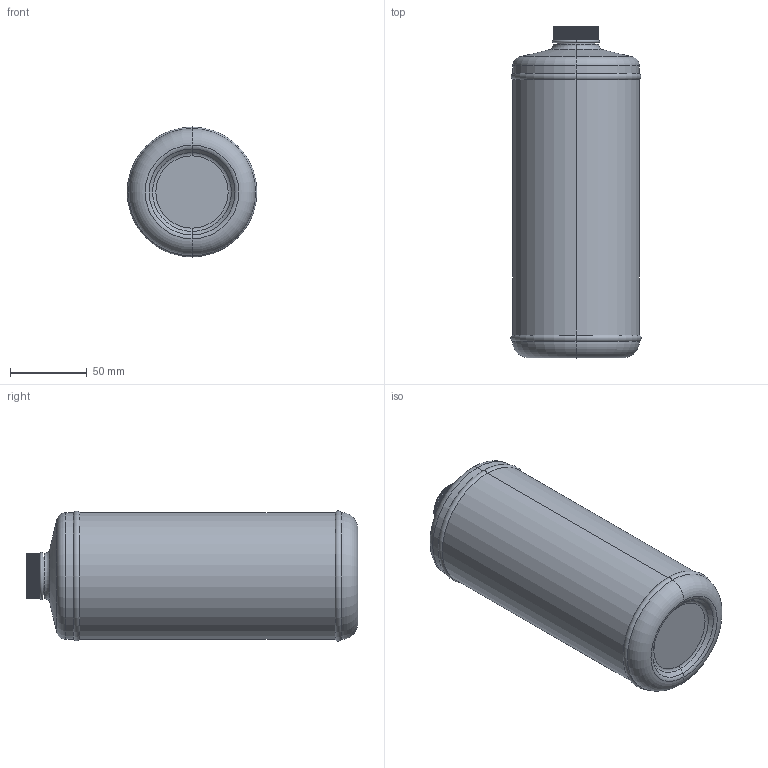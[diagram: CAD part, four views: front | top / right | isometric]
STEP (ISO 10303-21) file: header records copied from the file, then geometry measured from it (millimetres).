
FILE_DESCRIPTION (( 'STEP AP203' ), '1' );
FILE_NAME ('72-015-1.STEP', '2021-11-12T14:37:00', ( '' ), ( '' ), 'SwSTEP 2.0', 'SolidWorks 2021', '' );
FILE_SCHEMA (( 'CONFIG_CONTROL_DESIGN' ));
Length unit declared in the file: millimetre
Products named in the file (1): 72-015-1
Bounding box: 84.98 x 216.9 x 84.98 mm (x, y, z)
Volume: 1069619.3 mm3; surface area: 63268.3 mm2
Topology: 1 solids, 1 shells, 632 faces, 1622 edges, 994 vertices
Faces by surface type: plane 364, torus 138, cylinder 126, cone 4
Entity records: 19739 total; most frequent: CARTESIAN_POINT 4449, ORIENTED_EDGE 3244, DIRECTION 3180, EDGE_CURVE 1622, AXIS2_PLACEMENT_3D 1165, VERTEX_POINT 994, LINE 850, VECTOR 850
